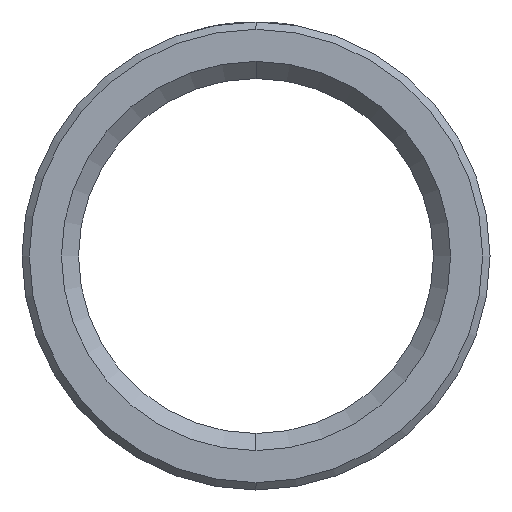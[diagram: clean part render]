
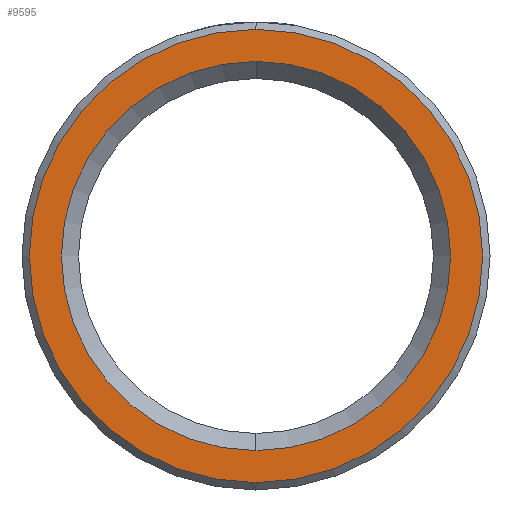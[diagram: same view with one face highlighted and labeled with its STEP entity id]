
A CAD part, left-side view. The second image highlights one B-rep face of the part: STEP entity #9595.
In plain terms, the highlighted planar face has unit normal (-1, 0, 0).
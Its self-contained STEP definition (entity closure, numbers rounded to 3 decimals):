
#66 = AXIS2_PLACEMENT_3D ( 'NONE', #4015, #4147, #2457 ) ;
#172 = CARTESIAN_POINT ( 'NONE',  ( 0., 0., -15.4 ) ) ;
#562 = FACE_OUTER_BOUND ( 'NONE', #11721, .T. ) ;
#677 = VERTEX_POINT ( 'NONE', #172 ) ;
#679 = ORIENTED_EDGE ( 'NONE', *, *, #16573, .T. ) ;
#1230 = CARTESIAN_POINT ( 'NONE',  ( 0., 0., 0. ) ) ;
#1914 = DIRECTION ( 'NONE',  ( 1., 0., 0. ) ) ;
#2457 = DIRECTION ( 'NONE',  ( 0., 0., -1. ) ) ;
#2544 = CARTESIAN_POINT ( 'NONE',  ( 0., 0., 0. ) ) ;
#2995 = ORIENTED_EDGE ( 'NONE', *, *, #12902, .T. ) ;
#3274 = PLANE ( 'NONE',  #8143 ) ;
#3935 = CARTESIAN_POINT ( 'NONE',  ( 0., 0., 13.22 ) ) ;
#3972 = DIRECTION ( 'NONE',  ( 0., 0., -1. ) ) ;
#4015 = CARTESIAN_POINT ( 'NONE',  ( 0., 0., 0. ) ) ;
#4147 = DIRECTION ( 'NONE',  ( -1., 0., 0. ) ) ;
#4976 = ORIENTED_EDGE ( 'NONE', *, *, #9790, .T. ) ;
#5837 = EDGE_LOOP ( 'NONE', ( #679, #14431 ) ) ;
#6151 = CARTESIAN_POINT ( 'NONE',  ( 0., 0., -13.22 ) ) ;
#6352 = CARTESIAN_POINT ( 'NONE',  ( 0., 0., 0. ) ) ;
#6421 = DIRECTION ( 'NONE',  ( 1., 0., 0. ) ) ;
#7232 = CIRCLE ( 'NONE', #17039, 13.22 ) ;
#7661 = DIRECTION ( 'NONE',  ( 0., 0., -1. ) ) ;
#8143 = AXIS2_PLACEMENT_3D ( 'NONE', #6352, #1914, #9125 ) ;
#9083 = EDGE_CURVE ( 'NONE', #11982, #16851, #16577, .T. ) ;
#9125 = DIRECTION ( 'NONE',  ( 0., 0., -1. ) ) ;
#9376 = FACE_BOUND ( 'NONE', #5837, .T. ) ;
#9595 = ADVANCED_FACE ( 'NONE', ( #562, #9376 ), #3274, .F. ) ;
#9602 = DIRECTION ( 'NONE',  ( 0., 0., -1. ) ) ;
#9790 = EDGE_CURVE ( 'NONE', #677, #10856, #14483, .T. ) ;
#10856 = VERTEX_POINT ( 'NONE', #11551 ) ;
#10867 = AXIS2_PLACEMENT_3D ( 'NONE', #2544, #12438, #3972 ) ;
#10981 = DIRECTION ( 'NONE',  ( -1., 0., 0. ) ) ;
#11551 = CARTESIAN_POINT ( 'NONE',  ( 0., 0., 15.4 ) ) ;
#11721 = EDGE_LOOP ( 'NONE', ( #4976, #2995 ) ) ;
#11982 = VERTEX_POINT ( 'NONE', #6151 ) ;
#12118 = CARTESIAN_POINT ( 'NONE',  ( 0., 0., 0. ) ) ;
#12438 = DIRECTION ( 'NONE',  ( 1., 0., 0. ) ) ;
#12555 = AXIS2_PLACEMENT_3D ( 'NONE', #1230, #10981, #9602 ) ;
#12902 = EDGE_CURVE ( 'NONE', #10856, #677, #15649, .T. ) ;
#14431 = ORIENTED_EDGE ( 'NONE', *, *, #9083, .T. ) ;
#14483 = CIRCLE ( 'NONE', #12555, 15.4 ) ;
#15649 = CIRCLE ( 'NONE', #66, 15.4 ) ;
#16573 = EDGE_CURVE ( 'NONE', #16851, #11982, #7232, .T. ) ;
#16577 = CIRCLE ( 'NONE', #10867, 13.22 ) ;
#16851 = VERTEX_POINT ( 'NONE', #3935 ) ;
#17039 = AXIS2_PLACEMENT_3D ( 'NONE', #12118, #6421, #7661 ) ;
